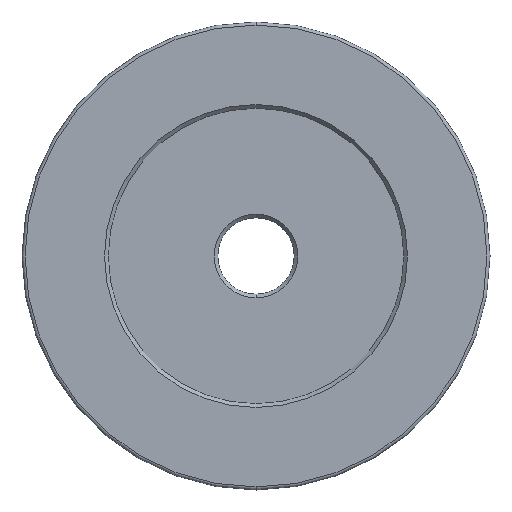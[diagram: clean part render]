
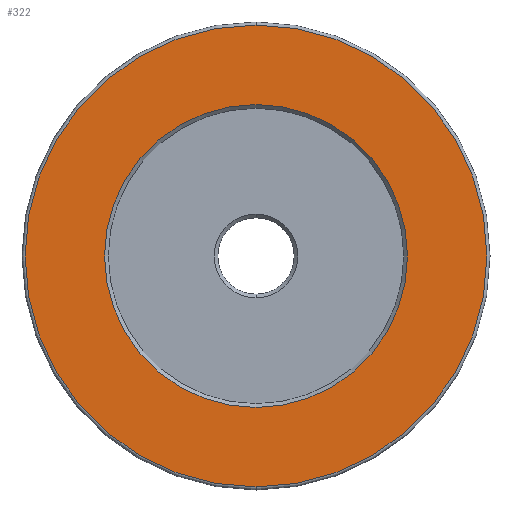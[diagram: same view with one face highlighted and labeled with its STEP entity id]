
A CAD part, front view. The second image highlights one B-rep face of the part: STEP entity #322.
In plain terms, the highlighted planar face has unit normal (0, -1, 0).
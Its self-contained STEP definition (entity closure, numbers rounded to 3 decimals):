
#19 = AXIS2_PLACEMENT_3D ( 'NONE', #467, #365, #42 ) ;
#25 = EDGE_CURVE ( 'NONE', #32, #336, #594, .T. ) ;
#32 = VERTEX_POINT ( 'NONE', #58 ) ;
#42 = DIRECTION ( 'NONE',  ( 0., 0., 1. ) ) ;
#48 = DIRECTION ( 'NONE',  ( 0., -1., 0. ) ) ;
#53 = AXIS2_PLACEMENT_3D ( 'NONE', #396, #583, #533 ) ;
#56 = DIRECTION ( 'NONE',  ( 0., -1., 0. ) ) ;
#58 = CARTESIAN_POINT ( 'NONE',  ( -7.547, -5.394, 25.7 ) ) ;
#60 = DIRECTION ( 'NONE',  ( 0., 1., 0. ) ) ;
#79 = AXIS2_PLACEMENT_3D ( 'NONE', #261, #60, #448 ) ;
#99 = CARTESIAN_POINT ( 'NONE',  ( -7.547, -5.394, 38. ) ) ;
#108 = CARTESIAN_POINT ( 'NONE',  ( -7.547, -5.394, 19.25 ) ) ;
#120 = VERTEX_POINT ( 'NONE', #108 ) ;
#129 = EDGE_LOOP ( 'NONE', ( #419, #377 ) ) ;
#183 = FACE_BOUND ( 'NONE', #394, .T. ) ;
#211 = EDGE_CURVE ( 'NONE', #120, #349, #479, .T. ) ;
#260 = CARTESIAN_POINT ( 'NONE',  ( -7.547, -5.394, 38. ) ) ;
#261 = CARTESIAN_POINT ( 'NONE',  ( -7.547, -5.394, 38. ) ) ;
#286 = PLANE ( 'NONE',  #19 ) ;
#298 = CIRCLE ( 'NONE', #79, 12.3 ) ;
#310 = ORIENTED_EDGE ( 'NONE', *, *, #25, .T. ) ;
#322 = ADVANCED_FACE ( 'NONE', ( #606, #183 ), #286, .F. ) ;
#331 = AXIS2_PLACEMENT_3D ( 'NONE', #260, #56, #589 ) ;
#336 = VERTEX_POINT ( 'NONE', #383 ) ;
#349 = VERTEX_POINT ( 'NONE', #551 ) ;
#365 = DIRECTION ( 'NONE',  ( 0., 1., 0. ) ) ;
#377 = ORIENTED_EDGE ( 'NONE', *, *, #211, .T. ) ;
#383 = CARTESIAN_POINT ( 'NONE',  ( -7.547, -5.394, 50.3 ) ) ;
#394 = EDGE_LOOP ( 'NONE', ( #310, #558 ) ) ;
#396 = CARTESIAN_POINT ( 'NONE',  ( -7.547, -5.394, 38. ) ) ;
#401 = CIRCLE ( 'NONE', #515, 18.75 ) ;
#419 = ORIENTED_EDGE ( 'NONE', *, *, #462, .T. ) ;
#448 = DIRECTION ( 'NONE',  ( 0., 0., 1. ) ) ;
#462 = EDGE_CURVE ( 'NONE', #349, #120, #401, .T. ) ;
#467 = CARTESIAN_POINT ( 'NONE',  ( -7.547, -5.394, 38. ) ) ;
#479 = CIRCLE ( 'NONE', #331, 18.75 ) ;
#515 = AXIS2_PLACEMENT_3D ( 'NONE', #99, #48, #612 ) ;
#533 = DIRECTION ( 'NONE',  ( 0., 0., 1. ) ) ;
#551 = CARTESIAN_POINT ( 'NONE',  ( -7.547, -5.394, 56.75 ) ) ;
#558 = ORIENTED_EDGE ( 'NONE', *, *, #580, .T. ) ;
#580 = EDGE_CURVE ( 'NONE', #336, #32, #298, .T. ) ;
#583 = DIRECTION ( 'NONE',  ( 0., 1., 0. ) ) ;
#589 = DIRECTION ( 'NONE',  ( 0., 0., 1. ) ) ;
#594 = CIRCLE ( 'NONE', #53, 12.3 ) ;
#606 = FACE_OUTER_BOUND ( 'NONE', #129, .T. ) ;
#612 = DIRECTION ( 'NONE',  ( 0., 0., 1. ) ) ;
